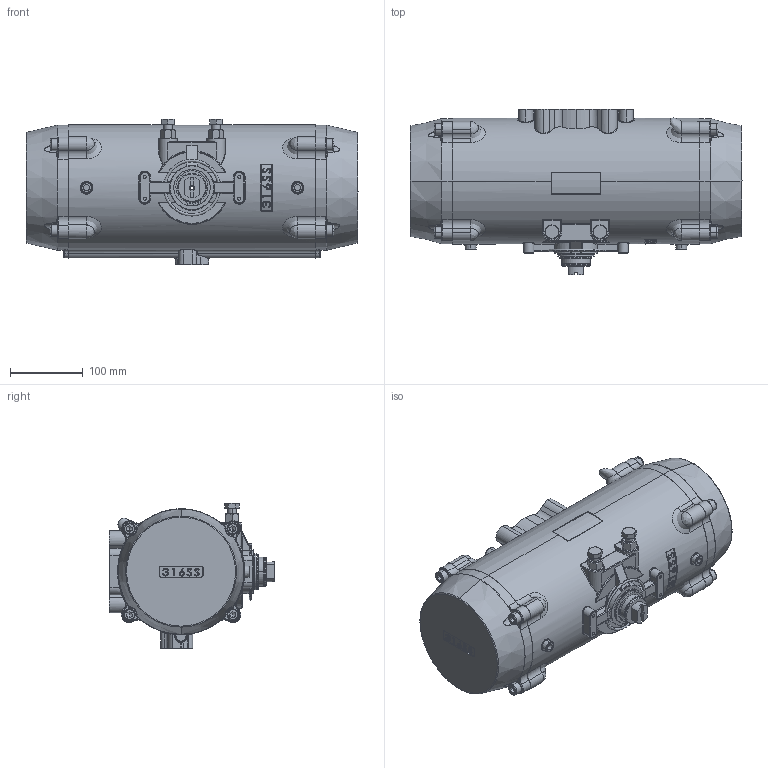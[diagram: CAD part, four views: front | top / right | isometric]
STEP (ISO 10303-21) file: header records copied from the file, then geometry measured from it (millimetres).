
FILE_DESCRIPTION (( 'STEP AP214' ), '1' );
FILE_NAME ('S2-160.step', '2019-10-30T11:32:35', ( '' ), ( '' ), 'SwSTEP 2.0', 'SolidWorks 2019', '' );
FILE_SCHEMA (( 'AUTOMOTIVE_DESIGN' ));
Length unit declared in the file: inch
Products named in the file (2): S2-160
Bounding box: 456.4 x 228 x 200.18 mm (x, y, z)
Surface area: 374331.8 mm2 (no closed solid volume)
Topology: 0 solids, 23 shells, 1269 faces, 3696 edges, 2296 vertices
Faces by surface type: bspline 602, cylinder 358, plane 257, cone 52
Entity records: 108032 total; most frequent: CARTESIAN_POINT 63273, ORIENTED_EDGE 6255, DIRECTION 4767, EDGE_CURVE 3657, VERTEX_POINT 2296, AXIS2_PLACEMENT_3D 1833, EDGE_LOOP 1360, DIMENSIONAL_EXPONENTS 1271
